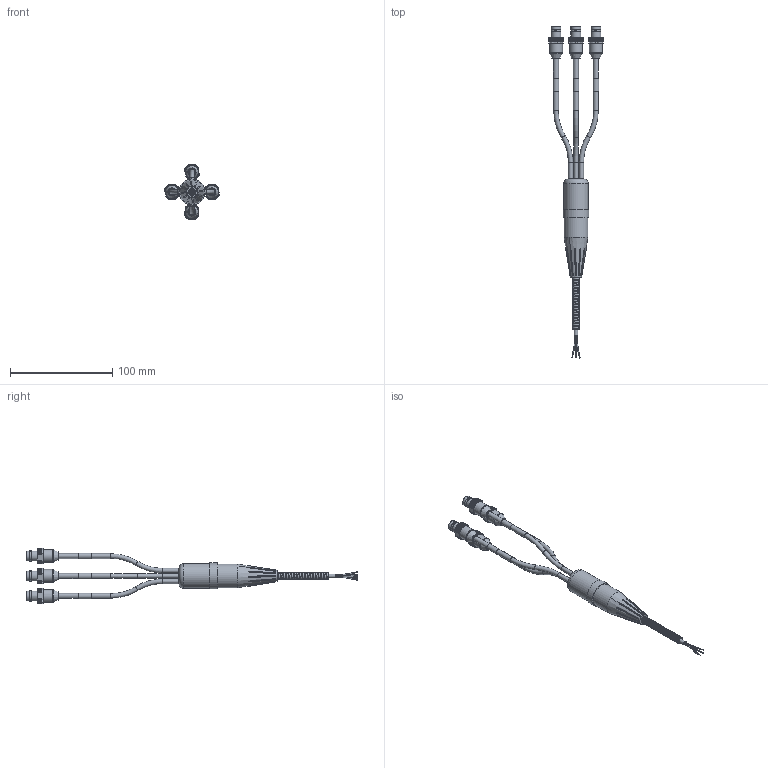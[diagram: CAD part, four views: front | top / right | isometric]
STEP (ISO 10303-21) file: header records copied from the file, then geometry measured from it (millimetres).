
FILE_DESCRIPTION(/* description */ (''),/* implementation_level */ '2;1');
FILE_NAME(/* name */ 'E4X.stp',/* time_stamp */ '2023-11-30T09:27:53-05:00',/* author */ ('cthayer'),/* organization */ (''),/* preprocessor_version */ 'ST-DEVELOPER v19',/* originating_system */ 'Autodesk Inventor 2023',/* authorisation */ '');
FILE_SCHEMA (('AUTOMOTIVE_DESIGN { 1 0 10303 214 3 1 1 }'));
Length unit declared in the file: inch
Products named in the file (23): E4X; CBP10671; CBP10282; Breakout Cables .175 diam; MSP10137; CBP10140; MSP10288; MSP10286; MSP10287; CBP10141; MSP10284; CHAN 1; CHAN 2; CHAN 3; CHAN 4; CBP10014; CBP10674; CB218; CBP10196; CBP10038; CBP10541; CBP10541_1; CBP10541, WIRE CONNECTOR
Assembly tree (31 placements, depth 3):
  E4X
    CBP10671
      CBP10282
    Breakout Cables .175 diam  x4
    MSP10137  x4
    CBP10140
      MSP10288
    MSP10286
    MSP10287
    CBP10141
      MSP10284
    CHAN 1
    CHAN 2
    CHAN 3
    CHAN 4
    CBP10014
    CBP10674
    CB218
      CBP10196
      CBP10038
    CBP10541  x4
      CBP10541_1
      CBP10541, WIRE CONNECTOR
Bounding box: 53.43 x 324.61 x 54.34 mm (x, y, z)
Volume: 46956.6 mm3; surface area: 49999.6 mm2
Topology: 117 solids, 117 shells, 2354 faces, 5736 edges, 3631 vertices
Faces by surface type: plane 1097, cylinder 751, torus 313, bspline 175, cone 18
Full cylindrical faces by diameter (mm): 0.127 x24, 1.27 x4, 1.829 x4, 2.032 x8, 2.095 x4, 3.175 x8, 3.614 x4, 3.759 x1, 4.445 x12, 4.496 x11, 4.928 x4, 4.953 x4, 5.258 x9, 5.334 x4, 5.385 x12, 5.588 x4, 5.969 x11, 6.096 x10, 6.858 x5, 7.797 x4, 9.652 x8, 9.906 x4, 10.16 x4, 11.176 x1, 12.7 x8, 16.51 x2, 17.272 x1, 17.475 x1, 17.678 x1, 18.923 x2
Entity records: 59999 total; most frequent: CARTESIAN_POINT 18628, DIRECTION 8472, ORIENTED_EDGE 7984, EDGE_CURVE 3992, AXIS2_PLACEMENT_3D 3486, VERTEX_POINT 2484, CIRCLE 1843, EDGE_LOOP 1832
